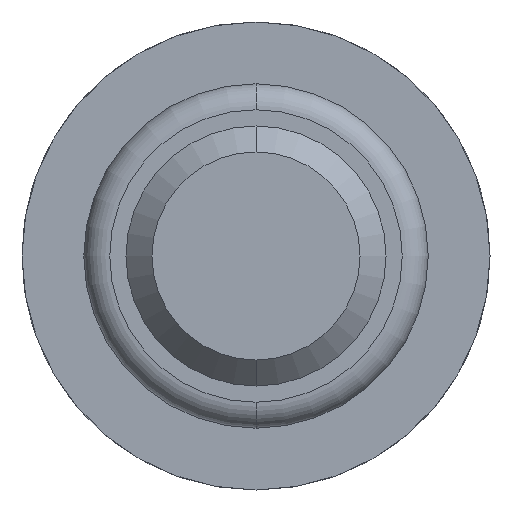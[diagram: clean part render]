
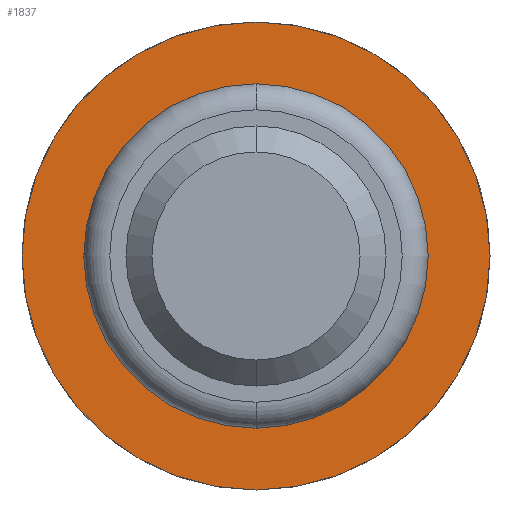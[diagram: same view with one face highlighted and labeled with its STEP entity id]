
A CAD part, front view. The second image highlights one B-rep face of the part: STEP entity #1837.
In plain terms, the highlighted planar face has unit normal (0, -1, 0).
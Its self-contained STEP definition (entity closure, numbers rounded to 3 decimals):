
#148 = EDGE_CURVE ( 'Defeature ausgef�hrt4_13+Defeature ausgef�hrt4_14+Defeature ausgef�hrt4_14+Defeature ausgef�hrt4_14', #1922, #5082, #1484, .T. ) ;
#188 = FACE_BOUND ( 'NONE', #3133, .T. ) ;
#250 = VERTEX_POINT ( 'NONE', #2983 ) ;
#253 = FACE_OUTER_BOUND ( 'NONE', #2826, .T. ) ;
#356 = CARTESIAN_POINT ( 'NONE',  ( 0., -1.8, 1.325 ) ) ;
#459 = AXIS2_PLACEMENT_3D ( 'NONE', #3669, #792, #2091 ) ;
#792 = DIRECTION ( 'NONE',  ( 0., 1., 0. ) ) ;
#974 = ORIENTED_EDGE ( 'NONE', *, *, #3215, .F. ) ;
#1001 = AXIS2_PLACEMENT_3D ( 'NONE', #1191, #4427, #4886 ) ;
#1165 = CARTESIAN_POINT ( 'NONE',  ( 0., -1.8, -1.325 ) ) ;
#1191 = CARTESIAN_POINT ( 'NONE',  ( 0., -1.8, 0. ) ) ;
#1484 = CIRCLE ( 'NONE', #1001, 1.325 ) ;
#1498 = CARTESIAN_POINT ( 'NONE',  ( 0., -1.8, -1.8 ) ) ;
#1618 = EDGE_CURVE ( 'Defeature ausgef�hrt4_12+Defeature ausgef�hrt4_13+Defeature ausgef�hrt4_13+Defeature ausgef�hrt4_13', #250, #4138, #1771, .T. ) ;
#1655 = DIRECTION ( 'NONE',  ( 0., 0., 1. ) ) ;
#1771 = CIRCLE ( 'NONE', #459, 1.8 ) ;
#1781 = DIRECTION ( 'NONE',  ( 0., 0., 1. ) ) ;
#1837 = ADVANCED_FACE ( 'Defeature ausgef�hrt4_13', ( #253, #188 ), #5286, .F. ) ;
#1862 = ORIENTED_EDGE ( 'NONE', *, *, #3675, .T. ) ;
#1922 = VERTEX_POINT ( 'NONE', #1165 ) ;
#2032 = DIRECTION ( 'NONE',  ( 0., 1., 0. ) ) ;
#2062 = AXIS2_PLACEMENT_3D ( 'NONE', #3078, #3822, #1781 ) ;
#2091 = DIRECTION ( 'NONE',  ( 0., 0., 1. ) ) ;
#2594 = CIRCLE ( 'NONE', #4051, 1.325 ) ;
#2826 = EDGE_LOOP ( 'NONE', ( #3321, #974 ) ) ;
#2868 = CARTESIAN_POINT ( 'NONE',  ( 1.8, -1.8, 0. ) ) ;
#2983 = CARTESIAN_POINT ( 'NONE',  ( 0., -1.8, 1.8 ) ) ;
#3078 = CARTESIAN_POINT ( 'NONE',  ( 0., -1.8, 0. ) ) ;
#3133 = EDGE_LOOP ( 'NONE', ( #1862, #5028 ) ) ;
#3215 = EDGE_CURVE ( 'Defeature ausgef�hrt4_12+Defeature ausgef�hrt4_13+Defeature ausgef�hrt4_13+Defeature ausgef�hrt4_13', #4138, #250, #4471, .T. ) ;
#3272 = DIRECTION ( 'NONE',  ( 0., 1., 0. ) ) ;
#3321 = ORIENTED_EDGE ( 'NONE', *, *, #1618, .F. ) ;
#3669 = CARTESIAN_POINT ( 'NONE',  ( 0., -1.8, 0. ) ) ;
#3675 = EDGE_CURVE ( 'Defeature ausgef�hrt4_13+Defeature ausgef�hrt4_14+Defeature ausgef�hrt4_14+Defeature ausgef�hrt4_14', #5082, #1922, #2594, .T. ) ;
#3822 = DIRECTION ( 'NONE',  ( 0., 1., 0. ) ) ;
#4051 = AXIS2_PLACEMENT_3D ( 'NONE', #4135, #2032, #1655 ) ;
#4135 = CARTESIAN_POINT ( 'NONE',  ( 0., -1.8, 0. ) ) ;
#4138 = VERTEX_POINT ( 'NONE', #1498 ) ;
#4427 = DIRECTION ( 'NONE',  ( 0., 1., 0. ) ) ;
#4471 = CIRCLE ( 'NONE', #2062, 1.8 ) ;
#4481 = AXIS2_PLACEMENT_3D ( 'NONE', #2868, #3272, #4834 ) ;
#4834 = DIRECTION ( 'NONE',  ( 0., 0., 1. ) ) ;
#4886 = DIRECTION ( 'NONE',  ( 0., 0., 1. ) ) ;
#5028 = ORIENTED_EDGE ( 'NONE', *, *, #148, .T. ) ;
#5082 = VERTEX_POINT ( 'NONE', #356 ) ;
#5286 = PLANE ( 'NONE',  #4481 ) ;
